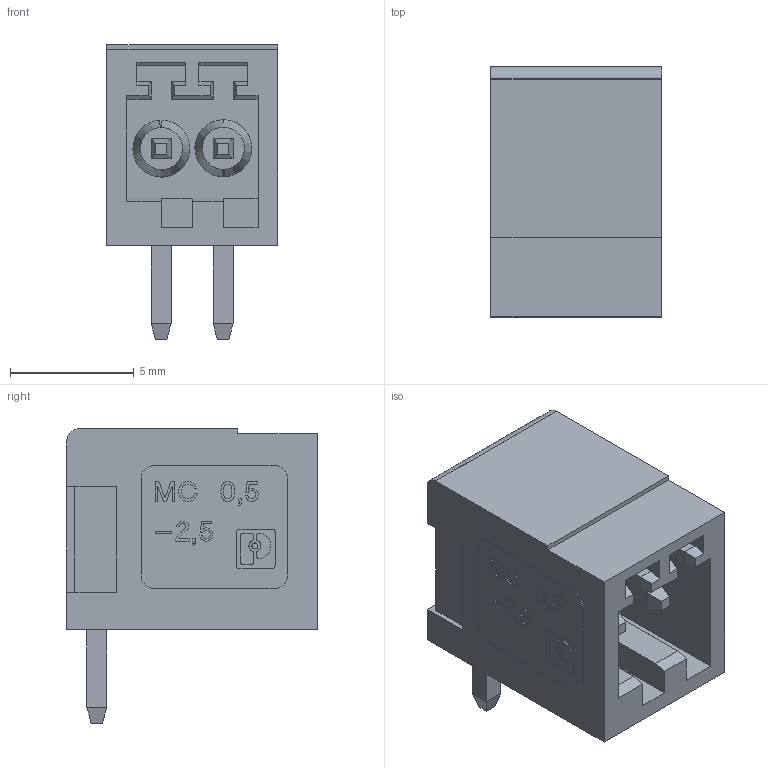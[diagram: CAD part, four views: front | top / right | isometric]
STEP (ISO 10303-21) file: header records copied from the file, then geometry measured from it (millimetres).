
FILE_DESCRIPTION(('STEP AP242'),'1');
FILE_NAME('1881448.stp','2025-08-26T15:52:38',('TraceParts'),('TraceParts S.A.'),'Spatial InterOp 3D',' ',' ');
FILE_SCHEMA(('AP242_MANAGED_MODEL_BASED_3D_ENGINEERING_MIM_LF {1 0 10303 442 1 1 4}'));
Length unit declared in the file: millimetre
Products named in the file (1): 2025_08_18_06_01_34_0747|NULL#2025_08_18_06_01_34_0904;2025_08_18_06_01_34_0825
Bounding box: 6.93 x 10.1 x 11.9 mm (x, y, z)
Volume: 368.7 mm3; surface area: 787.3 mm2
Topology: 3 solids, 3 shells, 530 faces, 1510 edges, 1004 vertices
Faces by surface type: plane 485, cylinder 24, bspline 13, cone 8
Entity records: 29513 total; most frequent: CARTESIAN_POINT 3969, ORIENTED_EDGE 3020, DIRECTION 2567, STYLED_ITEM 2030, PRESENTATION_STYLE_ASSIGNMENT 2030, COLOUR_RGB 2030, EDGE_CURVE 1510, CURVE_STYLE 1497
